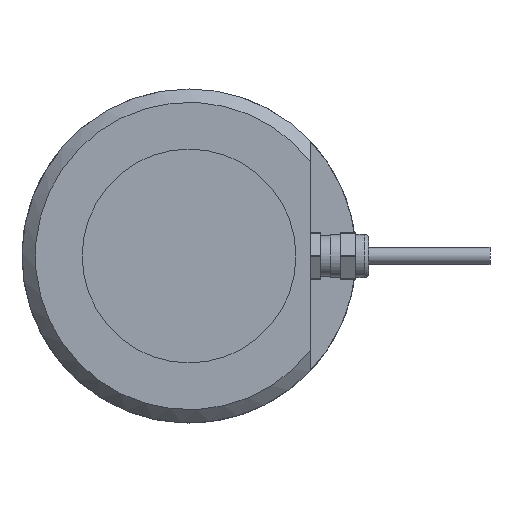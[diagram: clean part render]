
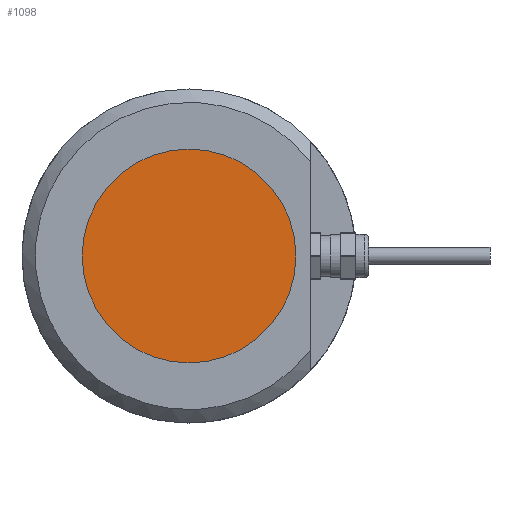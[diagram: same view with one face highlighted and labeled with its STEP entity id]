
A CAD part, left-side view. The second image highlights one B-rep face of the part: STEP entity #1098.
In plain terms, the highlighted planar face has unit normal (-1, 0, 0).
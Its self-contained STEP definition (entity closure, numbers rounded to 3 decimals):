
#19=PLANE('',#1254);
#263=FACE_OUTER_BOUND('',#331,.T.);
#331=EDGE_LOOP('',(#960,#961));
#421=CIRCLE('',#1204,32.);
#422=CIRCLE('',#1205,32.);
#512=VERTEX_POINT('',#1962);
#513=VERTEX_POINT('',#1964);
#645=EDGE_CURVE('',#512,#513,#421,.T.);
#646=EDGE_CURVE('',#513,#512,#422,.T.);
#960=ORIENTED_EDGE('',*,*,#646,.F.);
#961=ORIENTED_EDGE('',*,*,#645,.F.);
#1098=ADVANCED_FACE('',(#263),#19,.T.);
#1204=AXIS2_PLACEMENT_3D('',#1965,#1431,#1432);
#1205=AXIS2_PLACEMENT_3D('',#1966,#1433,#1434);
#1254=AXIS2_PLACEMENT_3D('',#2120,#1576,#1577);
#1431=DIRECTION('center_axis',(1.,0.,0.));
#1432=DIRECTION('ref_axis',(0.,0.,-1.));
#1433=DIRECTION('center_axis',(1.,0.,0.));
#1434=DIRECTION('ref_axis',(0.,0.,-1.));
#1576=DIRECTION('center_axis',(-1.,0.,0.));
#1577=DIRECTION('ref_axis',(0.,0.,1.));
#1962=CARTESIAN_POINT('',(1.5,0.,32.));
#1964=CARTESIAN_POINT('',(1.5,0.,-32.));
#1965=CARTESIAN_POINT('Origin',(1.5,0.,0.));
#1966=CARTESIAN_POINT('Origin',(1.5,0.,0.));
#2120=CARTESIAN_POINT('Origin',(1.5,32.,0.));
